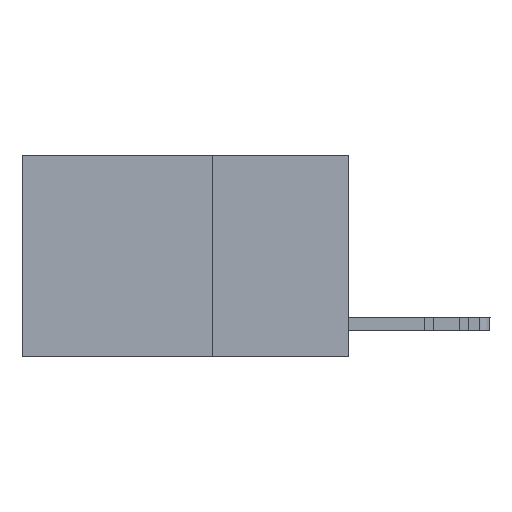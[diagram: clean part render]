
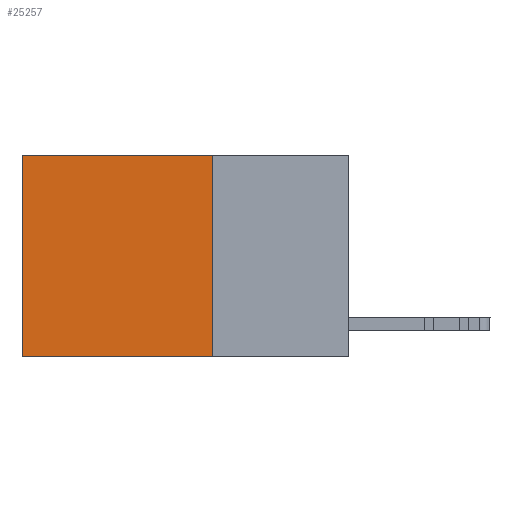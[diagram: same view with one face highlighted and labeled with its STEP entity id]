
A CAD part, left-side view. The second image highlights one B-rep face of the part: STEP entity #25257.
In plain terms, the highlighted planar face has unit normal (-1, 0, 0).
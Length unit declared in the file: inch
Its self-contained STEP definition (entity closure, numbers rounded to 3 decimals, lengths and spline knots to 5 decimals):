
#824 = ORIENTED_EDGE ( 'NONE', *, *, #5962, .F. ) ;
#1460 = DIRECTION ( 'NONE',  ( 0., 0., -1. ) ) ;
#2597 = LINE ( 'NONE', #27550, #3291 ) ;
#3188 = EDGE_CURVE ( 'NONE', #13472, #24173, #11241, .T. ) ;
#3291 = VECTOR ( 'NONE', #23404, 39.37008 ) ;
#4203 = EDGE_CURVE ( 'NONE', #9084, #24173, #2597, .T. ) ;
#4279 = ORIENTED_EDGE ( 'NONE', *, *, #3188, .T. ) ;
#5453 = VECTOR ( 'NONE', #14128, 39.37008 ) ;
#5522 = VERTEX_POINT ( 'NONE', #14615 ) ;
#5962 = EDGE_CURVE ( 'NONE', #5522, #9084, #8268, .T. ) ;
#6603 = CARTESIAN_POINT ( 'NONE',  ( 0.2625, 0.6, 0. ) ) ;
#6946 = EDGE_CURVE ( 'NONE', #5522, #13472, #12623, .T. ) ;
#7124 = ORIENTED_EDGE ( 'NONE', *, *, #6946, .T. ) ;
#7591 = CARTESIAN_POINT ( 'NONE',  ( 0.2625, 0.6, 0. ) ) ;
#8268 = LINE ( 'NONE', #9625, #14030 ) ;
#9084 = VERTEX_POINT ( 'NONE', #17397 ) ;
#9625 = CARTESIAN_POINT ( 'NONE',  ( 0.2625, 0.25, 0. ) ) ;
#9983 = DIRECTION ( 'NONE',  ( 0., 1., 0. ) ) ;
#11241 = LINE ( 'NONE', #7591, #5453 ) ;
#12623 = LINE ( 'NONE', #16496, #17622 ) ;
#13472 = VERTEX_POINT ( 'NONE', #6603 ) ;
#14030 = VECTOR ( 'NONE', #24583, 39.37008 ) ;
#14128 = DIRECTION ( 'NONE',  ( 0., 0., -1. ) ) ;
#14167 = EDGE_LOOP ( 'NONE', ( #4279, #25869, #824, #7124 ) ) ;
#14601 = DIRECTION ( 'NONE',  ( 1., 0., 0. ) ) ;
#14615 = CARTESIAN_POINT ( 'NONE',  ( 0.2625, 0.25, 0. ) ) ;
#16496 = CARTESIAN_POINT ( 'NONE',  ( 0.2625, 0.25, 0. ) ) ;
#16714 = FACE_OUTER_BOUND ( 'NONE', #14167, .T. ) ;
#16717 = CARTESIAN_POINT ( 'NONE',  ( 0.2625, 0.6, -0.37 ) ) ;
#17058 = AXIS2_PLACEMENT_3D ( 'NONE', #27294, #14601, #1460 ) ;
#17397 = CARTESIAN_POINT ( 'NONE',  ( 0.2625, 0.25, -0.37 ) ) ;
#17622 = VECTOR ( 'NONE', #9983, 39.37008 ) ;
#23404 = DIRECTION ( 'NONE',  ( 0., 1., 0. ) ) ;
#24173 = VERTEX_POINT ( 'NONE', #16717 ) ;
#24583 = DIRECTION ( 'NONE',  ( 0., 0., -1. ) ) ;
#25172 = PLANE ( 'NONE',  #17058 ) ;
#25257 = ADVANCED_FACE ( 'NONE', ( #16714 ), #25172, .F. ) ;
#25869 = ORIENTED_EDGE ( 'NONE', *, *, #4203, .F. ) ;
#27294 = CARTESIAN_POINT ( 'NONE',  ( 0.2625, 0.25, 0. ) ) ;
#27550 = CARTESIAN_POINT ( 'NONE',  ( 0.2625, 0.25, -0.37 ) ) ;
